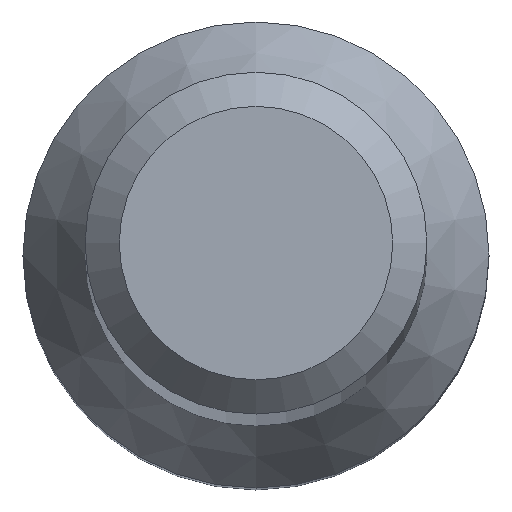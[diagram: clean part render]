
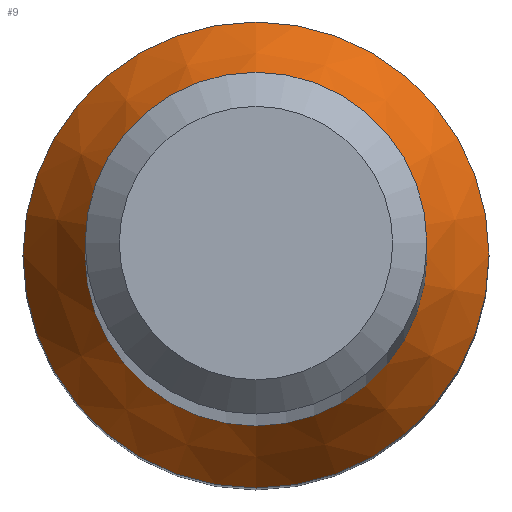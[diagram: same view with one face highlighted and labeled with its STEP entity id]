
A CAD part, top view. The second image highlights one B-rep face of the part: STEP entity #9.
In plain terms, the highlighted conical face has half-angle 30 degrees and reference radius 2.045 mm.
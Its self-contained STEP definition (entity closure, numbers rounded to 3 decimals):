
#9 = ADVANCED_FACE ( 'NONE', ( #176, #263 ), #161, .T. ) ;
#17 = CIRCLE ( 'NONE', #227, 2.045 ) ;
#40 = DIRECTION ( 'NONE',  ( 0., 0., -1. ) ) ;
#45 = DIRECTION ( 'NONE',  ( 0., 0., -1. ) ) ;
#48 = CIRCLE ( 'NONE', #210, 1.5 ) ;
#49 = DIRECTION ( 'NONE',  ( 0., 1., 0. ) ) ;
#59 = CARTESIAN_POINT ( 'NONE',  ( 0., 0., 10. ) ) ;
#96 = CARTESIAN_POINT ( 'NONE',  ( 0., 2.045, 10. ) ) ;
#124 = EDGE_CURVE ( 'NONE', #257, #257, #17, .T. ) ;
#134 = DIRECTION ( 'NONE',  ( 0., 1., 0. ) ) ;
#138 = DIRECTION ( 'NONE',  ( 0., 0., -1. ) ) ;
#145 = AXIS2_PLACEMENT_3D ( 'NONE', #59, #40, #134 ) ;
#153 = EDGE_CURVE ( 'NONE', #207, #207, #48, .T. ) ;
#161 = CONICAL_SURFACE ( 'NONE', #145, 2.045, 0.524 ) ;
#176 = FACE_BOUND ( 'NONE', #179, .T. ) ;
#178 = ORIENTED_EDGE ( 'NONE', *, *, #153, .T. ) ;
#179 = EDGE_LOOP ( 'NONE', ( #178 ) ) ;
#181 = CARTESIAN_POINT ( 'NONE',  ( 0., 0., 10.944 ) ) ;
#207 = VERTEX_POINT ( 'NONE', #234 ) ;
#210 = AXIS2_PLACEMENT_3D ( 'NONE', #181, #45, #49 ) ;
#214 = ORIENTED_EDGE ( 'NONE', *, *, #124, .F. ) ;
#227 = AXIS2_PLACEMENT_3D ( 'NONE', #249, #138, #297 ) ;
#234 = CARTESIAN_POINT ( 'NONE',  ( 0., 1.5, 10.944 ) ) ;
#249 = CARTESIAN_POINT ( 'NONE',  ( 0., 0., 10. ) ) ;
#257 = VERTEX_POINT ( 'NONE', #96 ) ;
#263 = FACE_OUTER_BOUND ( 'NONE', #290, .T. ) ;
#290 = EDGE_LOOP ( 'NONE', ( #214 ) ) ;
#297 = DIRECTION ( 'NONE',  ( 0., 1., 0. ) ) ;
